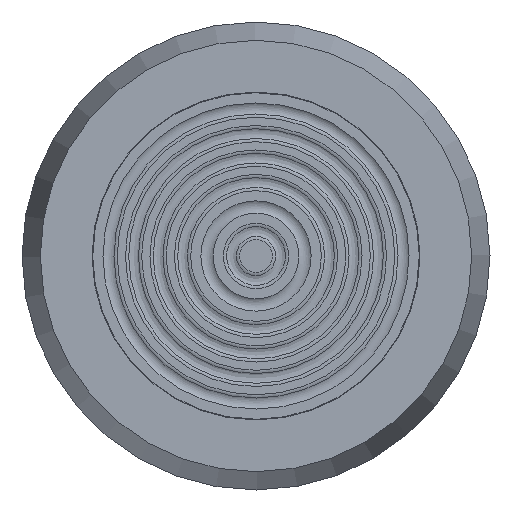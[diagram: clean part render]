
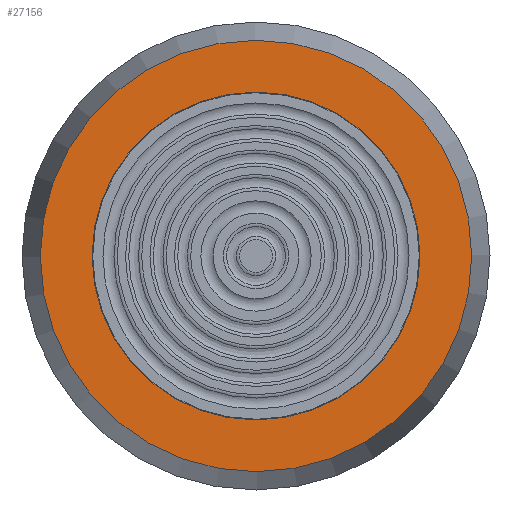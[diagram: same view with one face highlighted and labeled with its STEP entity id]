
A CAD part, left-side view. The second image highlights one B-rep face of the part: STEP entity #27156.
In plain terms, the highlighted planar face has unit normal (-1, 0, 0).
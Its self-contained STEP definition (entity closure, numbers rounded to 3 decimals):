
#536=FACE_BOUND('',#4864,.T.);
#1752=PLANE('',#28695);
#3252=FACE_OUTER_BOUND('',#4863,.T.);
#4863=EDGE_LOOP('',(#25290));
#4864=EDGE_LOOP('',(#25291));
#5390=CIRCLE('',#28686,24.);
#5395=CIRCLE('',#28696,31.571);
#13300=VERTEX_POINT('',#70052);
#13302=VERTEX_POINT('',#70065);
#17306=EDGE_CURVE('',#13300,#13300,#5390,.T.);
#17312=EDGE_CURVE('',#13302,#13302,#5395,.T.);
#25290=ORIENTED_EDGE('',*,*,#17312,.F.);
#25291=ORIENTED_EDGE('',*,*,#17306,.T.);
#27156=ADVANCED_FACE('',(#3252,#536),#1752,.T.);
#28686=AXIS2_PLACEMENT_3D('',#70053,#33475,#33476);
#28695=AXIS2_PLACEMENT_3D('',#70064,#33494,#33495);
#28696=AXIS2_PLACEMENT_3D('',#70066,#33496,#33497);
#33475=DIRECTION('center_axis',(1.,0.,0.));
#33476=DIRECTION('ref_axis',(0.,1.,0.));
#33494=DIRECTION('center_axis',(-1.,0.,0.));
#33495=DIRECTION('ref_axis',(0.,0.,1.));
#33496=DIRECTION('center_axis',(1.,0.,0.));
#33497=DIRECTION('ref_axis',(0.,0.,-1.));
#70052=CARTESIAN_POINT('',(-31.,-24.,0.));
#70053=CARTESIAN_POINT('Origin',(-31.,0.,0.));
#70064=CARTESIAN_POINT('Origin',(-31.,31.571,0.));
#70065=CARTESIAN_POINT('',(-31.,-31.571,0.));
#70066=CARTESIAN_POINT('Origin',(-31.,0.,0.));
